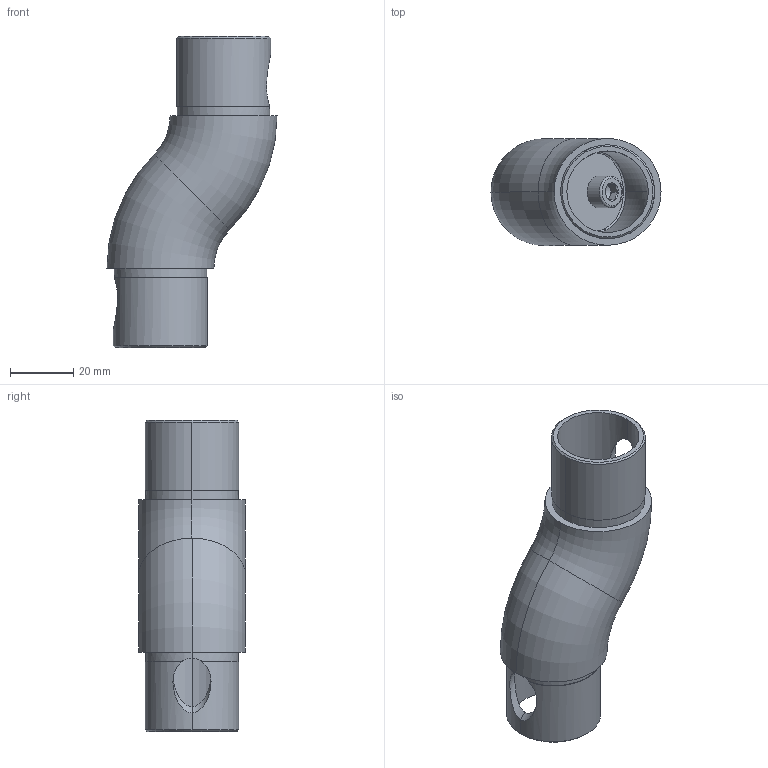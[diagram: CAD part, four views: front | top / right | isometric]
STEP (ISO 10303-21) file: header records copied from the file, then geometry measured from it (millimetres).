
FILE_DESCRIPTION (( 'STEP AP214' ), '1' );
FILE_NAME ('A_0302-033.STEP', '2021-04-13T09:53:57', ( '' ), ( '' ), 'SwSTEP 2.0', 'SolidWorks 2019', '' );
FILE_SCHEMA (( 'AUTOMOTIVE_DESIGN' ));
Length unit declared in the file: millimetre
Products named in the file (4): SKRUTKA DIN 912 8.8 Zink._M 6 x  8; A_0302-033.P2; A_0302-033; A_0302-033.P1
Assembly tree (5 placements, depth 2):
  A_0302-033
    A_0302-033.P1  x2
    A_0302-033.P2
    SKRUTKA DIN 912 8.8 Zink._M 6 x  8  x2
Bounding box: 53.62 x 33.7 x 98.08 mm (x, y, z)
Volume: 38408.2 mm3; surface area: 24379.7 mm2
Topology: 5 solids, 5 shells, 128 faces, 270 edges, 154 vertices
Faces by surface type: plane 44, cylinder 36, cone 32, torus 12, bspline 4
Entity records: 2725 total; most frequent: CARTESIAN_POINT 1039, DIRECTION 345, ORIENTED_EDGE 286, AXIS2_PLACEMENT_3D 147, EDGE_CURVE 143, VERTEX_POINT 83, EDGE_LOOP 78, CIRCLE 72
